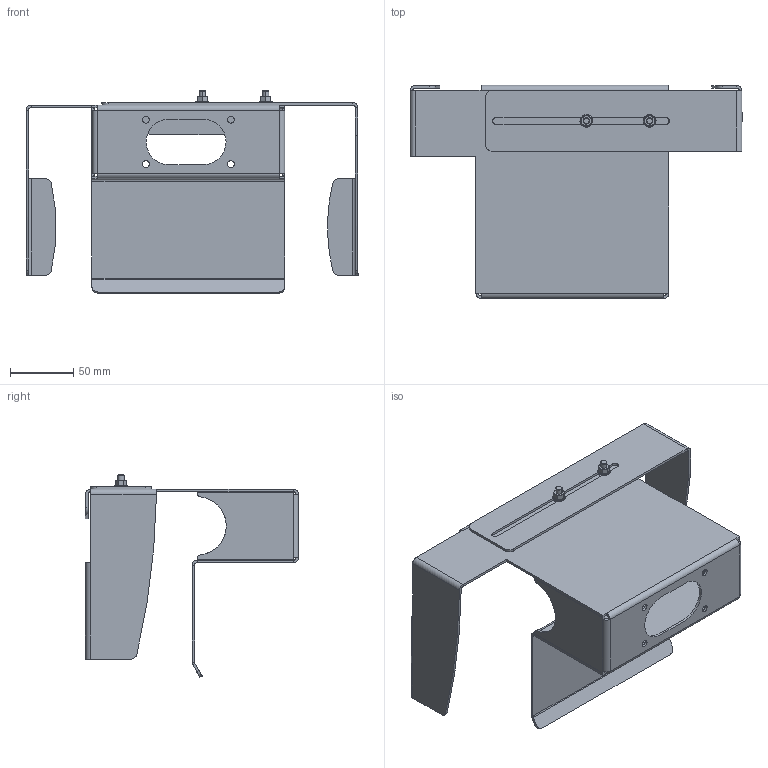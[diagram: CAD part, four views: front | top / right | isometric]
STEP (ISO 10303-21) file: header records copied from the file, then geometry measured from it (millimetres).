
FILE_DESCRIPTION (( 'STEP AP214' ), '1' );
FILE_NAME ('27030086.STEP', '2014-09-17T12:21:20', ( '' ), ( '' ), 'SwSTEP 2.0', 'SolidWorks 2013', '' );
FILE_SCHEMA (( 'AUTOMOTIVE_DESIGN' ));
Length unit declared in the file: millimetre
Products named in the file (7): 27030086; 93508_Genaue Darstellung; 83257; 95662; 95661; 95661-Einpressbolzen 
Assembly tree (9 placements, depth 3):
  27030086
    95661
      95661
      95661-Einpressbolzen   x2
    95662
    83257  x2
    93508_Genaue Darstellung  x2
Bounding box: 261.78 x 168 x 159.76 mm (x, y, z)
Volume: 187958.4 mm3; surface area: 194781.6 mm2
Topology: 8 solids, 8 shells, 236 faces, 536 edges, 318 vertices
Faces by surface type: plane 116, cylinder 84, cone 36
Entity records: 5884 total; most frequent: CARTESIAN_POINT 1032, DIRECTION 1010, ORIENTED_EDGE 904, EDGE_CURVE 452, AXIS2_PLACEMENT_3D 374, VERTEX_POINT 268, VECTOR 262, LINE 262
